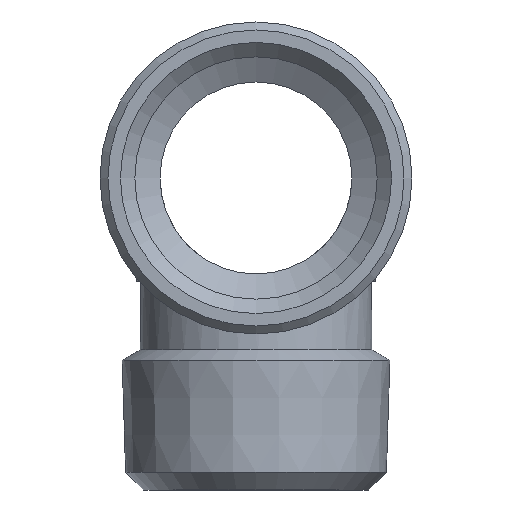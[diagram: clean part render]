
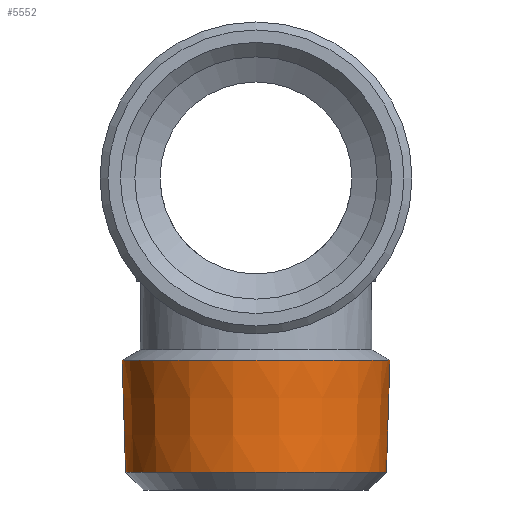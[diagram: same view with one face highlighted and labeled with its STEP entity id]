
A CAD part, left-side view. The second image highlights one B-rep face of the part: STEP entity #5552.
In plain terms, the highlighted conical face has half-angle 1.79 degrees and reference radius 16.825 mm.
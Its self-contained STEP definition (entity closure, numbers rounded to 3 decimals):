
#1470=CONICAL_SURFACE('',#5450,16.825,1.79);
#1538=ORIENTED_EDGE('',*,*,#1910,.F.);
#1539=ORIENTED_EDGE('',*,*,#1911,.F.);
#1750=CIRCLE('',#5449,16.296);
#1751=CIRCLE('',#5451,16.734);
#1817=VERTEX_POINT('',#4221);
#1818=VERTEX_POINT('',#4224);
#1910=EDGE_CURVE('',#1817,#1817,#1750,.T.);
#1911=EDGE_CURVE('',#1818,#1818,#1751,.T.);
#2032=EDGE_LOOP('',(#1538));
#2033=EDGE_LOOP('',(#1539));
#2116=FACE_BOUND('',#2032,.T.);
#2117=FACE_BOUND('',#2033,.T.);
#2258=DIRECTION('',(0.,-1.,0.));
#2259=DIRECTION('',(0.,0.,16.296));
#2260=DIRECTION('',(0.,1.,0.));
#2261=DIRECTION('',(0.,0.,1.));
#2262=DIRECTION('',(0.,1.,0.));
#2263=DIRECTION('',(0.,0.,16.734));
#4221=CARTESIAN_POINT('',(58.541,-51.469,16.296));
#4222=CARTESIAN_POINT('',(58.541,-51.469,0.));
#4223=CARTESIAN_POINT('',(58.541,-34.569,0.));
#4224=CARTESIAN_POINT('',(58.541,-37.459,16.734));
#4225=CARTESIAN_POINT('',(58.541,-37.459,0.));
#5449=AXIS2_PLACEMENT_3D('',#4222,#2258,#2259);
#5450=AXIS2_PLACEMENT_3D('',#4223,#2260,#2261);
#5451=AXIS2_PLACEMENT_3D('',#4225,#2262,#2263);
#5552=ADVANCED_FACE('',(#2116,#2117),#1470,.T.);
